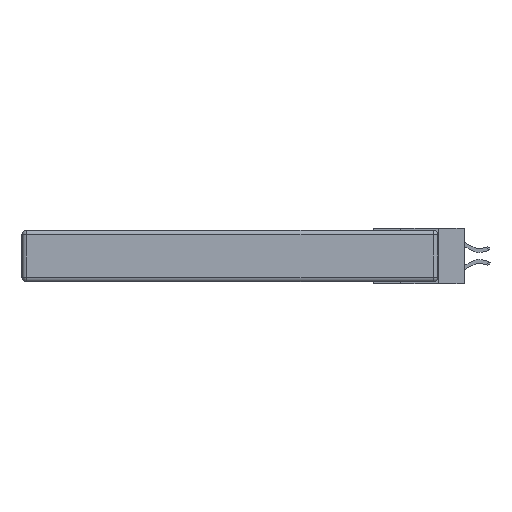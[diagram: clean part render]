
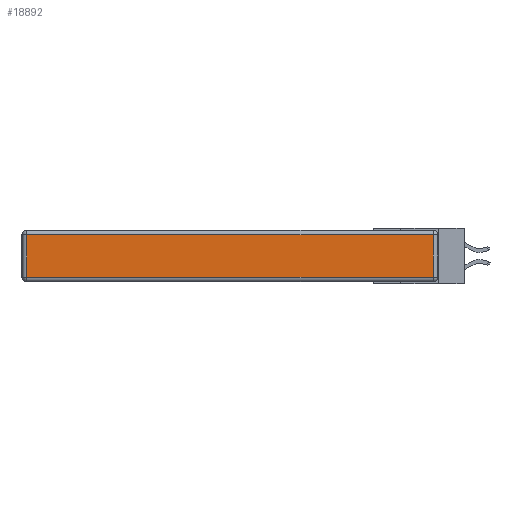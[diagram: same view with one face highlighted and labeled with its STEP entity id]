
A CAD part, left-side view. The second image highlights one B-rep face of the part: STEP entity #18892.
In plain terms, the highlighted planar face has unit normal (-1, 0, 0).
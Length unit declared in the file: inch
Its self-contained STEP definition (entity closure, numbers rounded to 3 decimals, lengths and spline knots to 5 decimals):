
#1776 = CARTESIAN_POINT ( 'NONE',  ( 0., 2.72, -0.03 ) ) ;
#1949 = VERTEX_POINT ( 'NONE', #15303 ) ;
#2989 = CARTESIAN_POINT ( 'NONE',  ( 0., 0., -0.343 ) ) ;
#3787 = DIRECTION ( 'NONE',  ( 0., 0., 1. ) ) ;
#4074 = EDGE_CURVE ( 'NONE', #9043, #1949, #6158, .T. ) ;
#4139 = CARTESIAN_POINT ( 'NONE',  ( 0., 0., -0.313 ) ) ;
#4182 = CARTESIAN_POINT ( 'NONE',  ( 0., 0.03, -0.313 ) ) ;
#5043 = EDGE_CURVE ( 'NONE', #8711, #15092, #7887, .T. ) ;
#5508 = EDGE_CURVE ( 'NONE', #15092, #9043, #16255, .T. ) ;
#6158 = LINE ( 'NONE', #19165, #9147 ) ;
#6658 = ORIENTED_EDGE ( 'NONE', *, *, #5043, .T. ) ;
#6920 = AXIS2_PLACEMENT_3D ( 'NONE', #2989, #16354, #12601 ) ;
#7224 = ORIENTED_EDGE ( 'NONE', *, *, #5508, .T. ) ;
#7296 = VECTOR ( 'NONE', #19140, 39.37008 ) ;
#7658 = FACE_OUTER_BOUND ( 'NONE', #21740, .T. ) ;
#7887 = LINE ( 'NONE', #18969, #7296 ) ;
#8711 = VERTEX_POINT ( 'NONE', #1776 ) ;
#8759 = VECTOR ( 'NONE', #16555, 39.37008 ) ;
#9043 = VERTEX_POINT ( 'NONE', #4182 ) ;
#9147 = VECTOR ( 'NONE', #3787, 39.37008 ) ;
#9729 = ORIENTED_EDGE ( 'NONE', *, *, #13506, .T. ) ;
#9953 = DIRECTION ( 'NONE',  ( 0., -1., 0. ) ) ;
#10270 = LINE ( 'NONE', #22333, #8759 ) ;
#12601 = DIRECTION ( 'NONE',  ( 0., 0., 1. ) ) ;
#13259 = CARTESIAN_POINT ( 'NONE',  ( 0., 2.72, -0.313 ) ) ;
#13506 = EDGE_CURVE ( 'NONE', #1949, #8711, #10270, .T. ) ;
#15092 = VERTEX_POINT ( 'NONE', #13259 ) ;
#15303 = CARTESIAN_POINT ( 'NONE',  ( 0., 0.03, -0.03 ) ) ;
#16185 = PLANE ( 'NONE',  #6920 ) ;
#16255 = LINE ( 'NONE', #4139, #23750 ) ;
#16354 = DIRECTION ( 'NONE',  ( -1., 0., 0. ) ) ;
#16555 = DIRECTION ( 'NONE',  ( 0., 1., 0. ) ) ;
#18892 = ADVANCED_FACE ( 'NONE', ( #7658 ), #16185, .T. ) ;
#18969 = CARTESIAN_POINT ( 'NONE',  ( 0., 2.72, -0.343 ) ) ;
#19140 = DIRECTION ( 'NONE',  ( 0., 0., -1. ) ) ;
#19165 = CARTESIAN_POINT ( 'NONE',  ( 0., 0.03, -0.343 ) ) ;
#21740 = EDGE_LOOP ( 'NONE', ( #7224, #22151, #9729, #6658 ) ) ;
#22151 = ORIENTED_EDGE ( 'NONE', *, *, #4074, .T. ) ;
#22333 = CARTESIAN_POINT ( 'NONE',  ( 0., 2.75, -0.03 ) ) ;
#23750 = VECTOR ( 'NONE', #9953, 39.37008 ) ;
